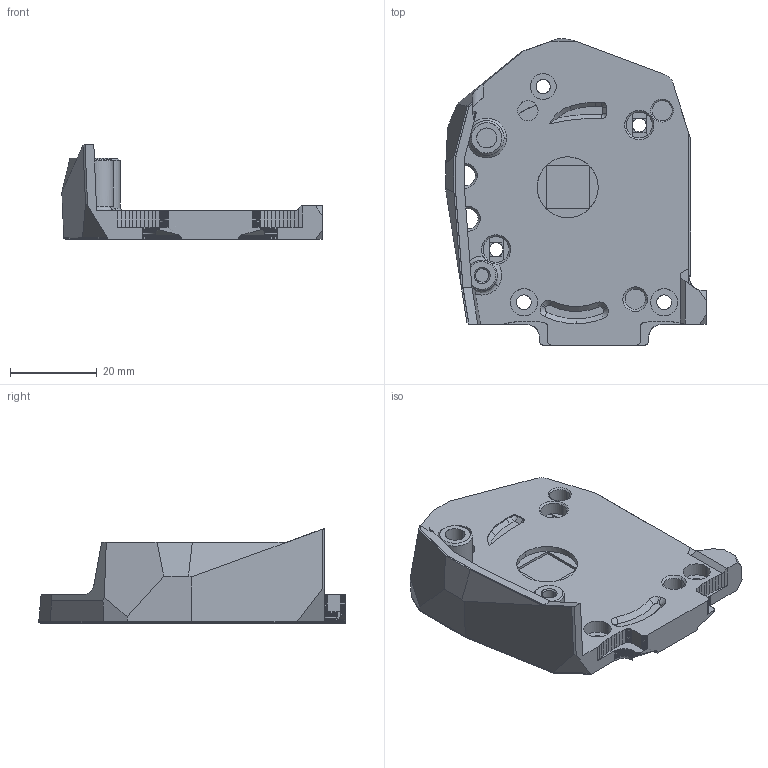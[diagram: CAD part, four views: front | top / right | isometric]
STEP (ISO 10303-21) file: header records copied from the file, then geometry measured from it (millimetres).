
FILE_DESCRIPTION (( 'STEP AP214' ), '1' );
FILE_NAME ('Rear_gale.STEP', '2022-09-07T21:56:39', ( '' ), ( '' ), 'SwSTEP 2.0', 'SolidWorks 2022', '' );
FILE_SCHEMA (( 'AUTOMOTIVE_DESIGN' ));
Length unit declared in the file: millimetre
Products named in the file (1): Rear_gale
Bounding box: 60.14 x 70.79 x 21.95 mm (x, y, z)
Volume: 22280.4 mm3; surface area: 13275.8 mm2
Topology: 2 solids, 2 shells, 775 faces, 1847 edges, 1086 vertices
Faces by surface type: plane 624, cylinder 68, cone 55, bspline 28
Entity records: 24643 total; most frequent: CARTESIAN_POINT 7855, ORIENTED_EDGE 3694, DIRECTION 2965, EDGE_CURVE 1847, VECTOR 1207, LINE 1207, VERTEX_POINT 1086, AXIS2_PLACEMENT_3D 879
